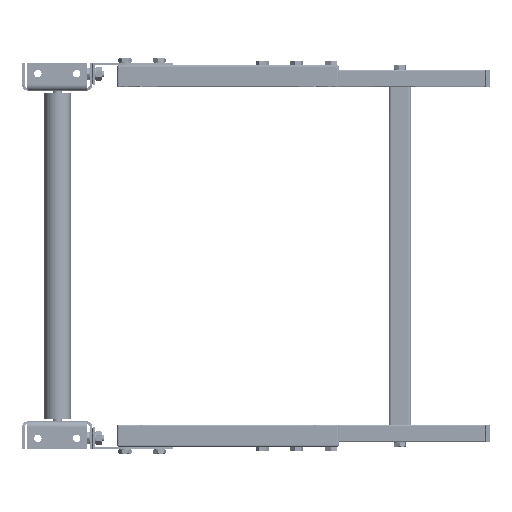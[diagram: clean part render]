
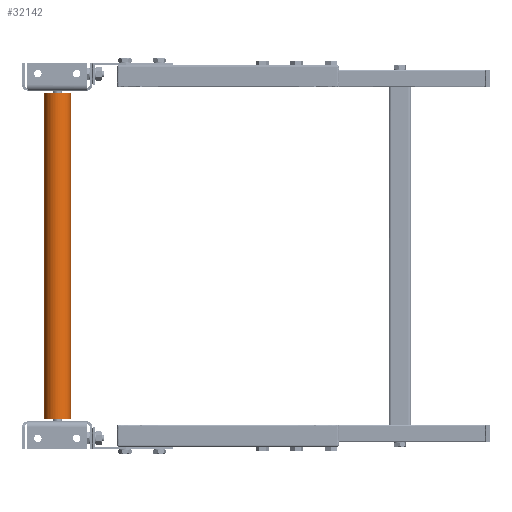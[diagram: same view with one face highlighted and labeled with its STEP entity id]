
A CAD part, left-side view. The second image highlights one B-rep face of the part: STEP entity #32142.
In plain terms, the highlighted free-form (B-spline) face has degree [2, 1] with [5, 2] control points.
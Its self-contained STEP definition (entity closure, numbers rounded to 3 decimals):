
#31984 = VERTEX_POINT('',#31985);
#31985 = CARTESIAN_POINT('',(-1022.335,-27.41,
    334.059));
#31991 = VERTEX_POINT('',#31992);
#31992 = CARTESIAN_POINT('',(-1022.335,27.41,
    334.059));
#32020 = VERTEX_POINT('',#32021);
#32021 = CARTESIAN_POINT('',(-1022.335,-27.41,
    -334.059));
#32022 = VERTEX_POINT('',#32023);
#32023 = CARTESIAN_POINT('',(-1022.335,27.41,
    -334.059));
#32031 = EDGE_CURVE('',#32022,#31991,#32032,.T.);
#32032 = B_SPLINE_CURVE_WITH_KNOTS('',1,(#32033,#32034),.UNSPECIFIED.,
  .F.,.F.,(2,2),(-609.997,-21.828),.PIECEWISE_BEZIER_KNOTS.);
#32033 = CARTESIAN_POINT('',(-1022.335,27.41,
    -334.059));
#32034 = CARTESIAN_POINT('',(-1022.335,27.41,
    334.059));
#32037 = EDGE_CURVE('',#32020,#31984,#32038,.T.);
#32038 = B_SPLINE_CURVE_WITH_KNOTS('',1,(#32039,#32040),.UNSPECIFIED.,
  .F.,.F.,(2,2),(-609.997,-21.828),.PIECEWISE_BEZIER_KNOTS.);
#32039 = CARTESIAN_POINT('',(-1022.335,-27.41,
    -334.059));
#32040 = CARTESIAN_POINT('',(-1022.335,-27.41,
    334.059));
#32124 = EDGE_CURVE('',#32022,#32020,#32125,.T.);
#32125 = ( BOUNDED_CURVE() B_SPLINE_CURVE(2,(#32126,#32127,#32128,#32129
,#32130),.UNSPECIFIED.,.F.,.F.) B_SPLINE_CURVE_WITH_KNOTS((3,2,3),(
    3.142,4.712,6.283),
.PIECEWISE_BEZIER_KNOTS.) CURVE() GEOMETRIC_REPRESENTATION_ITEM() 
RATIONAL_B_SPLINE_CURVE((1.,0.707,1.,0.707,1.)) 
REPRESENTATION_ITEM('') );
#32126 = CARTESIAN_POINT('',(-1022.335,27.41,
    -334.059));
#32127 = CARTESIAN_POINT('',(-1049.745,27.41,
    -334.059));
#32128 = CARTESIAN_POINT('',(-1049.745,0.,
    -334.059));
#32129 = CARTESIAN_POINT('',(-1049.745,-27.41,
    -334.059));
#32130 = CARTESIAN_POINT('',(-1022.335,-27.41,
    -334.059));
#32142 = ADVANCED_FACE('',(#32143),#32156,.T.);
#32143 = FACE_BOUND('',#32144,.T.);
#32144 = EDGE_LOOP('',(#32145,#32146,#32147,#32148));
#32145 = ORIENTED_EDGE('',*,*,#32031,.F.);
#32146 = ORIENTED_EDGE('',*,*,#32124,.T.);
#32147 = ORIENTED_EDGE('',*,*,#32037,.T.);
#32148 = ORIENTED_EDGE('',*,*,#32149,.F.);
#32149 = EDGE_CURVE('',#31991,#31984,#32150,.T.);
#32150 = ( BOUNDED_CURVE() B_SPLINE_CURVE(2,(#32151,#32152,#32153,#32154
,#32155),.UNSPECIFIED.,.F.,.F.) B_SPLINE_CURVE_WITH_KNOTS((3,2,3),(
    3.142,4.712,6.283),
.PIECEWISE_BEZIER_KNOTS.) CURVE() GEOMETRIC_REPRESENTATION_ITEM() 
RATIONAL_B_SPLINE_CURVE((1.,0.707,1.,0.707,1.)) 
REPRESENTATION_ITEM('') );
#32151 = CARTESIAN_POINT('',(-1022.335,27.41,
    334.059));
#32152 = CARTESIAN_POINT('',(-1049.745,27.41,
    334.059));
#32153 = CARTESIAN_POINT('',(-1049.745,0.,
    334.059));
#32154 = CARTESIAN_POINT('',(-1049.745,-27.41,
    334.059));
#32155 = CARTESIAN_POINT('',(-1022.335,-27.41,
    334.059));
#32156 = ( BOUNDED_SURFACE() B_SPLINE_SURFACE(2,1,(
    (#32157,#32158)
    ,(#32159,#32160)
    ,(#32161,#32162)
    ,(#32163,#32164)
    ,(#32165,#32166
)),.UNSPECIFIED.,.F.,.F.,.F.) B_SPLINE_SURFACE_WITH_KNOTS((3,2,3),(2,2),
  (3.142,4.712,6.283),(-609.997,-21.828),
.PIECEWISE_BEZIER_KNOTS.) GEOMETRIC_REPRESENTATION_ITEM() 
RATIONAL_B_SPLINE_SURFACE((
    (1.,1.)
    ,(0.707,0.707)
    ,(1.,1.)
    ,(0.707,0.707)
,(1.,1.))) REPRESENTATION_ITEM('') SURFACE() );
#32157 = CARTESIAN_POINT('',(-1022.335,27.41,
    -334.059));
#32158 = CARTESIAN_POINT('',(-1022.335,27.41,
    334.059));
#32159 = CARTESIAN_POINT('',(-1049.745,27.41,
    -334.059));
#32160 = CARTESIAN_POINT('',(-1049.745,27.41,
    334.059));
#32161 = CARTESIAN_POINT('',(-1049.745,0.,
    -334.059));
#32162 = CARTESIAN_POINT('',(-1049.745,0.,
    334.059));
#32163 = CARTESIAN_POINT('',(-1049.745,-27.41,
    -334.059));
#32164 = CARTESIAN_POINT('',(-1049.745,-27.41,
    334.059));
#32165 = CARTESIAN_POINT('',(-1022.335,-27.41,
    -334.059));
#32166 = CARTESIAN_POINT('',(-1022.335,-27.41,
    334.059));
